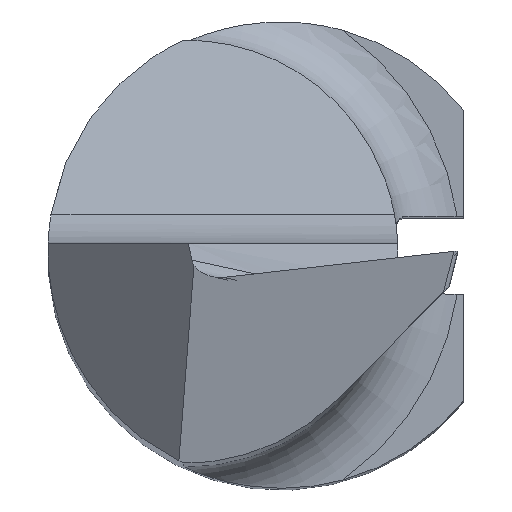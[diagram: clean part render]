
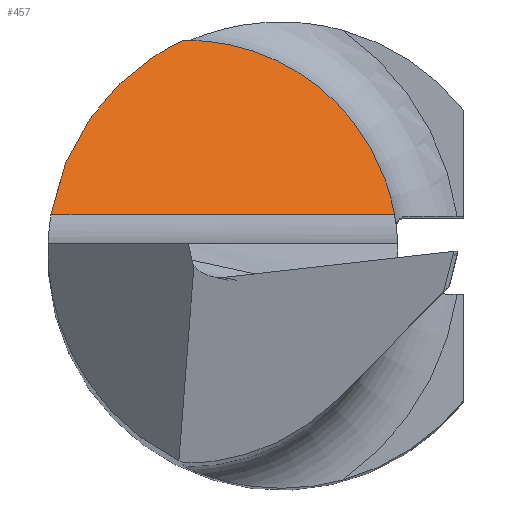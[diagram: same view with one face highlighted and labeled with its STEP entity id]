
A CAD part, top view. The second image highlights one B-rep face of the part: STEP entity #457.
In plain terms, the highlighted planar face has unit normal (0, 0.766, 0.643).
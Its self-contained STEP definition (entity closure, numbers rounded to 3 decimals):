
#7 = AXIS2_PLACEMENT_3D ( 'NONE', #1000, #164, #528 ) ;
#16 = CARTESIAN_POINT ( 'NONE',  ( -1.255, 2.725, 37.825 ) ) ;
#50 = CARTESIAN_POINT ( 'NONE',  ( 1.458, 0.474, 40.507 ) ) ;
#145 = ORIENTED_EDGE ( 'NONE', *, *, #218, .F. ) ;
#164 = DIRECTION ( 'NONE',  ( 0., -0.766, -0.643 ) ) ;
#218 = EDGE_CURVE ( 'NONE', #767, #526, #280, .T. ) ;
#255 = FACE_OUTER_BOUND ( 'NONE', #683, .T. ) ;
#279 = CARTESIAN_POINT ( 'NONE',  ( -2.183, 2.298, 38.335 ) ) ;
#280 =( BOUNDED_CURVE ( )  B_SPLINE_CURVE ( 3, ( #1036, #1118, #279, #851 ),
 .UNSPECIFIED., .F., .F. ) 
 B_SPLINE_CURVE_WITH_KNOTS ( ( 4, 4 ),
 ( 4.871, 5.852 ),
 .UNSPECIFIED. ) 
 CURVE ( )  GEOMETRIC_REPRESENTATION_ITEM ( )  RATIONAL_B_SPLINE_CURVE ( ( 1., 0.921, 0.921, 1. ) ) 
 REPRESENTATION_ITEM ( '' )  );
#299 = ORIENTED_EDGE ( 'NONE', *, *, #853, .T. ) ;
#346 = CARTESIAN_POINT ( 'NONE',  ( -2.962, 0.474, 40.507 ) ) ;
#362 = EDGE_CURVE ( 'NONE', #526, #536, #858, .T. ) ;
#457 = ADVANCED_FACE ( 'NONE', ( #255 ), #617, .F. ) ;
#461 = CARTESIAN_POINT ( 'NONE',  ( -3., 0.474, 40.507 ) ) ;
#475 = CARTESIAN_POINT ( 'NONE',  ( 1.458, 0.474, 40.507 ) ) ;
#509 = CARTESIAN_POINT ( 'NONE',  ( 1.215, 1.849, 38.869 ) ) ;
#526 = VERTEX_POINT ( 'NONE', #16 ) ;
#528 = DIRECTION ( 'NONE',  ( 0., 0.643, -0.766 ) ) ;
#536 = VERTEX_POINT ( 'NONE', #475 ) ;
#549 = DIRECTION ( 'NONE',  ( 1., 0., 0. ) ) ;
#617 = PLANE ( 'NONE',  #7 ) ;
#683 = EDGE_LOOP ( 'NONE', ( #1163, #145, #299 ) ) ;
#731 = LINE ( 'NONE', #461, #1133 ) ;
#767 = VERTEX_POINT ( 'NONE', #346 ) ;
#777 = CARTESIAN_POINT ( 'NONE',  ( -1.255, 2.725, 37.825 ) ) ;
#813 = CARTESIAN_POINT ( 'NONE',  ( 0.141, 2.74, 37.807 ) ) ;
#851 = CARTESIAN_POINT ( 'NONE',  ( -1.255, 2.725, 37.825 ) ) ;
#853 = EDGE_CURVE ( 'NONE', #767, #536, #731, .T. ) ;
#858 =( BOUNDED_CURVE ( )  B_SPLINE_CURVE ( 3, ( #777, #813, #509, #50 ),
 .UNSPECIFIED., .F., .F. ) 
 B_SPLINE_CURVE_WITH_KNOTS ( ( 4, 4 ),
 ( 6.272, 7.679 ),
 .UNSPECIFIED. ) 
 CURVE ( )  GEOMETRIC_REPRESENTATION_ITEM ( )  RATIONAL_B_SPLINE_CURVE ( ( 1., 0.842, 0.842, 1. ) ) 
 REPRESENTATION_ITEM ( '' )  );
#1000 = CARTESIAN_POINT ( 'NONE',  ( -3., 0.474, 40.507 ) ) ;
#1036 = CARTESIAN_POINT ( 'NONE',  ( -2.962, 0.474, 40.507 ) ) ;
#1118 = CARTESIAN_POINT ( 'NONE',  ( -2.801, 1.483, 39.305 ) ) ;
#1133 = VECTOR ( 'NONE', #549, 1000. ) ;
#1163 = ORIENTED_EDGE ( 'NONE', *, *, #362, .F. ) ;
